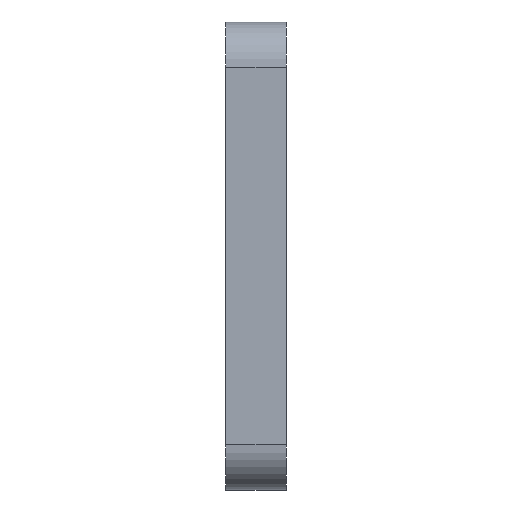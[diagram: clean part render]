
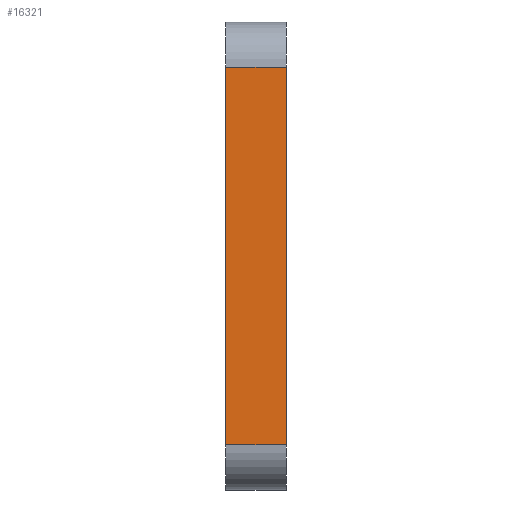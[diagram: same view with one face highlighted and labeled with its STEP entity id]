
A CAD part, left-side view. The second image highlights one B-rep face of the part: STEP entity #16321.
In plain terms, the highlighted planar face has unit normal (-1, 0, 0).
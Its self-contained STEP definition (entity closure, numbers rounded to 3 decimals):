
#378 = VECTOR ( 'NONE', #495, 1000. ) ;
#441 = CARTESIAN_POINT ( 'NONE',  ( -15.5, 0., 12.5 ) ) ;
#495 = DIRECTION ( 'NONE',  ( 0., 0., 1. ) ) ;
#837 = ORIENTED_EDGE ( 'NONE', *, *, #9814, .T. ) ;
#1017 = EDGE_LOOP ( 'NONE', ( #837, #3645, #4259, #14755 ) ) ;
#1554 = EDGE_CURVE ( 'NONE', #14643, #14437, #8937, .T. ) ;
#1743 = VECTOR ( 'NONE', #15001, 1000. ) ;
#2131 = LINE ( 'NONE', #14638, #13324 ) ;
#2938 = EDGE_CURVE ( 'NONE', #14643, #11562, #2131, .T. ) ;
#3532 = EDGE_CURVE ( 'NONE', #7605, #14437, #7714, .T. ) ;
#3645 = ORIENTED_EDGE ( 'NONE', *, *, #3532, .T. ) ;
#3793 = DIRECTION ( 'NONE',  ( 0., 1., 0. ) ) ;
#4106 = PLANE ( 'NONE',  #11179 ) ;
#4259 = ORIENTED_EDGE ( 'NONE', *, *, #1554, .F. ) ;
#5514 = CARTESIAN_POINT ( 'NONE',  ( -15.5, 4., 12.5 ) ) ;
#5639 = DIRECTION ( 'NONE',  ( 0., -1., 0. ) ) ;
#6833 = CARTESIAN_POINT ( 'NONE',  ( -15.5, 0., -15.5 ) ) ;
#7179 = CARTESIAN_POINT ( 'NONE',  ( -15.5, 0., -12.5 ) ) ;
#7326 = VECTOR ( 'NONE', #3793, 1000. ) ;
#7605 = VERTEX_POINT ( 'NONE', #441 ) ;
#7714 = LINE ( 'NONE', #10153, #7326 ) ;
#7735 = CARTESIAN_POINT ( 'NONE',  ( -15.5, 4., -12.5 ) ) ;
#8937 = LINE ( 'NONE', #13684, #1743 ) ;
#9814 = EDGE_CURVE ( 'NONE', #11562, #7605, #16499, .T. ) ;
#10153 = CARTESIAN_POINT ( 'NONE',  ( -15.5, 4., 12.5 ) ) ;
#10346 = DIRECTION ( 'NONE',  ( 0., 0., -1. ) ) ;
#11179 = AXIS2_PLACEMENT_3D ( 'NONE', #15459, #11749, #10346 ) ;
#11562 = VERTEX_POINT ( 'NONE', #7179 ) ;
#11749 = DIRECTION ( 'NONE',  ( 1., 0., 0. ) ) ;
#12091 = FACE_OUTER_BOUND ( 'NONE', #1017, .T. ) ;
#13324 = VECTOR ( 'NONE', #5639, 1000. ) ;
#13684 = CARTESIAN_POINT ( 'NONE',  ( -15.5, 4., -15.5 ) ) ;
#14437 = VERTEX_POINT ( 'NONE', #5514 ) ;
#14638 = CARTESIAN_POINT ( 'NONE',  ( -15.5, 4., -12.5 ) ) ;
#14643 = VERTEX_POINT ( 'NONE', #7735 ) ;
#14755 = ORIENTED_EDGE ( 'NONE', *, *, #2938, .T. ) ;
#15001 = DIRECTION ( 'NONE',  ( 0., 0., 1. ) ) ;
#15459 = CARTESIAN_POINT ( 'NONE',  ( -15.5, 4., -15.5 ) ) ;
#16321 = ADVANCED_FACE ( 'NONE', ( #12091 ), #4106, .F. ) ;
#16499 = LINE ( 'NONE', #6833, #378 ) ;
